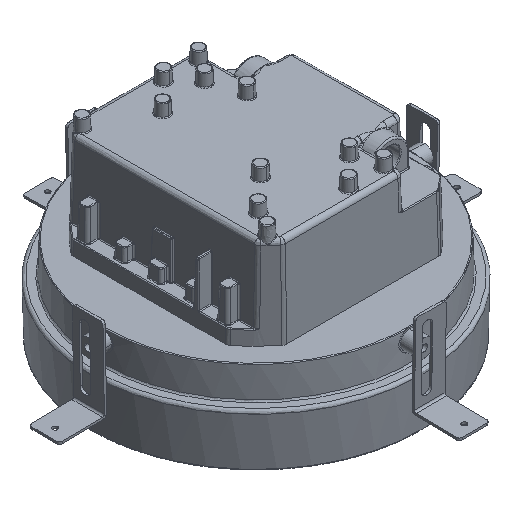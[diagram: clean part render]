
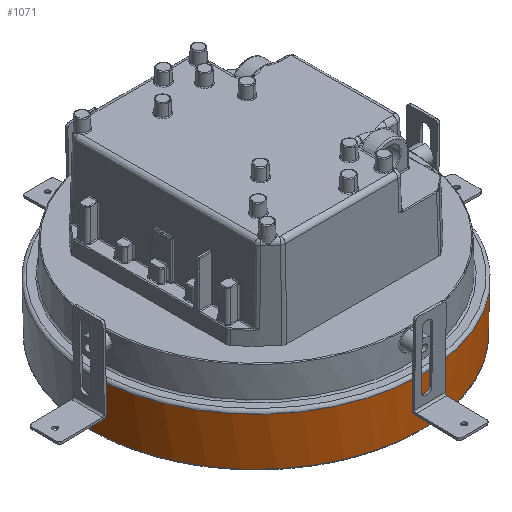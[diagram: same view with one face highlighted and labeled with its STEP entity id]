
A CAD part, isometric view. The second image highlights one B-rep face of the part: STEP entity #1071.
In plain terms, the highlighted free-form (B-spline) face has degree [2, 1] with [5, 2] control points.
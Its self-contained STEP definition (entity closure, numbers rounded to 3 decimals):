
#1071=ADVANCED_FACE('',(#3163),#29173,.T.);
#3163=FACE_OUTER_BOUND('',#5218,.T.);
#5218=EDGE_LOOP('',(#11059,#11060,#11061,#11062));
#11059=ORIENTED_EDGE('',*,*,#17982,.T.);
#11060=ORIENTED_EDGE('',*,*,#18180,.T.);
#11061=ORIENTED_EDGE('',*,*,#18151,.T.);
#11062=ORIENTED_EDGE('',*,*,#18270,.F.);
#17982=EDGE_CURVE('',#26802,#26801,#22199,.T.);
#18151=EDGE_CURVE('',#26846,#26845,#22344,.T.);
#18180=EDGE_CURVE('',#26801,#26846,#24675,.T.);
#18270=EDGE_CURVE('',#26802,#26845,#24731,.T.);
#22199=(
BOUNDED_CURVE()
B_SPLINE_CURVE(2,(#65122,#65123,#65124,#65125,#65126),.UNSPECIFIED.,.F.,
 .F.)
B_SPLINE_CURVE_WITH_KNOTS((3,2,3),(345.878,518.816,691.755),
 .UNSPECIFIED.)
CURVE()
GEOMETRIC_REPRESENTATION_ITEM()
RATIONAL_B_SPLINE_CURVE((1.,0.707,1.,0.707,1.))
REPRESENTATION_ITEM('')
);
#22344=(
BOUNDED_CURVE()
B_SPLINE_CURVE(2,(#65869,#65870,#65871,#65872,#65873),.UNSPECIFIED.,.F.,
 .F.)
B_SPLINE_CURVE_WITH_KNOTS((3,2,3),(348.548,522.822,697.096),
 .UNSPECIFIED.)
CURVE()
GEOMETRIC_REPRESENTATION_ITEM()
RATIONAL_B_SPLINE_CURVE((1.,0.707,1.,0.707,1.))
REPRESENTATION_ITEM('')
);
#24675=B_SPLINE_CURVE_WITH_KNOTS('',1,(#65986,#65987),.UNSPECIFIED.,.F.,
 .F.,(2,2),(3.857,36.329),.UNSPECIFIED.);
#24731=B_SPLINE_CURVE_WITH_KNOTS('',1,(#66752,#66753),.UNSPECIFIED.,.F.,
 .F.,(2,2),(3.865,36.36),.UNSPECIFIED.);
#26801=VERTEX_POINT('',#56877);
#26802=VERTEX_POINT('',#56878);
#26845=VERTEX_POINT('',#56921);
#26846=VERTEX_POINT('',#56922);
#29173=(
BOUNDED_SURFACE()
B_SPLINE_SURFACE(2,1,((#55642,#55643),(#55644,#55645),(#55646,#55647),(#55648,
#55649),(#55650,#55651)),.UNSPECIFIED.,.F.,.F.,.F.)
B_SPLINE_SURFACE_WITH_KNOTS((3,2,3),(2,2),(348.865,523.298,
697.73),(0.,40.186),.UNSPECIFIED.)
GEOMETRIC_REPRESENTATION_ITEM()
RATIONAL_B_SPLINE_SURFACE(((1.,1.),(0.707,0.707),
(1.,1.),(0.707,0.707),(1.,1.)))
REPRESENTATION_ITEM('')
SURFACE()
);
#55642=CARTESIAN_POINT('',(-109.995,15.37,-90.396));
#55643=CARTESIAN_POINT('',(-111.047,15.37,-50.224));
#55644=CARTESIAN_POINT('',(-109.995,-94.625,-90.396));
#55645=CARTESIAN_POINT('',(-111.047,-95.677,-50.224));
#55646=CARTESIAN_POINT('',(0.,-94.625,-90.396));
#55647=CARTESIAN_POINT('',(0.,-95.677,-50.224));
#55648=CARTESIAN_POINT('',(109.995,-94.625,-90.396));
#55649=CARTESIAN_POINT('',(111.047,-95.677,-50.224));
#55650=CARTESIAN_POINT('',(109.995,15.37,-90.396));
#55651=CARTESIAN_POINT('',(111.047,15.37,-50.224));
#56877=CARTESIAN_POINT('',(110.096,15.37,-86.541));
#56878=CARTESIAN_POINT('',(-110.096,15.37,-86.533));
#56921=CARTESIAN_POINT('',(-110.947,15.37,-54.048));
#56922=CARTESIAN_POINT('',(110.946,15.37,-54.08));
#65122=CARTESIAN_POINT('',(-110.096,15.37,-86.533));
#65123=CARTESIAN_POINT('',(-110.096,-94.726,-86.533));
#65124=CARTESIAN_POINT('',(0.,-94.726,-86.537));
#65125=CARTESIAN_POINT('',(110.096,-94.726,-86.541));
#65126=CARTESIAN_POINT('',(110.096,15.37,-86.541));
#65869=CARTESIAN_POINT('',(110.946,15.37,-54.08));
#65870=CARTESIAN_POINT('',(110.946,-95.577,-54.08));
#65871=CARTESIAN_POINT('',(0.,-95.577,-54.064));
#65872=CARTESIAN_POINT('',(-110.947,-95.577,-54.048));
#65873=CARTESIAN_POINT('',(-110.947,15.37,-54.048));
#65986=CARTESIAN_POINT('',(110.096,15.37,-86.541));
#65987=CARTESIAN_POINT('',(110.946,15.37,-54.08));
#66752=CARTESIAN_POINT('',(-110.096,15.37,-86.533));
#66753=CARTESIAN_POINT('',(-110.947,15.37,-54.048));
